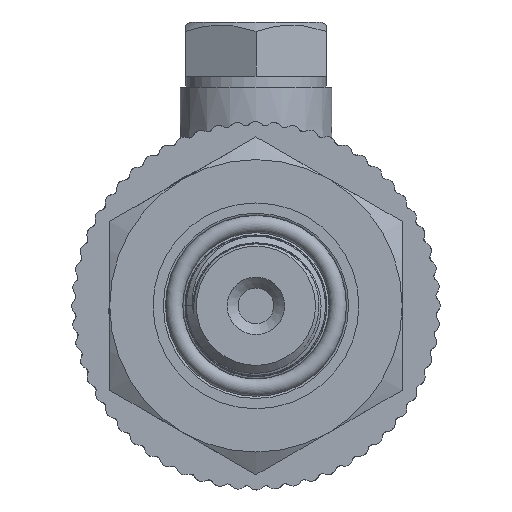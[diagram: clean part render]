
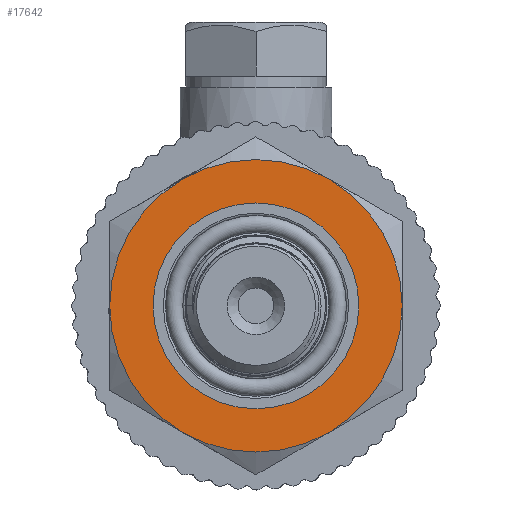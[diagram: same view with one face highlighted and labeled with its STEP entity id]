
A CAD part, left-side view. The second image highlights one B-rep face of the part: STEP entity #17642.
In plain terms, the highlighted face is planar.
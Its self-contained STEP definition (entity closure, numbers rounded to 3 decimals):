
#222=FACE_BOUND('',#2900,.T.);
#854=PLANE('',#18825);
#1859=FACE_OUTER_BOUND('',#2899,.T.);
#2899=EDGE_LOOP('',(#16324));
#2900=EDGE_LOOP('',(#16325));
#3445=CIRCLE('',#18786,13.5);
#3469=CIRCLE('',#18826,9.5);
#8182=VERTEX_POINT('',#57244);
#8201=VERTEX_POINT('',#57310);
#10879=EDGE_CURVE('',#8182,#8182,#3445,.T.);
#10910=EDGE_CURVE('',#8201,#8201,#3469,.T.);
#16324=ORIENTED_EDGE('',*,*,#10879,.T.);
#16325=ORIENTED_EDGE('',*,*,#10910,.F.);
#17642=ADVANCED_FACE('',(#1859,#222),#854,.T.);
#18786=AXIS2_PLACEMENT_3D('',#57245,#21826,#21827);
#18825=AXIS2_PLACEMENT_3D('',#57309,#21911,#21912);
#18826=AXIS2_PLACEMENT_3D('',#57311,#21913,#21914);
#21826=DIRECTION('center_axis',(1.,0.,0.));
#21827=DIRECTION('ref_axis',(0.,0.,-1.));
#21911=DIRECTION('center_axis',(1.,0.,0.));
#21912=DIRECTION('ref_axis',(0.,0.,-1.));
#21913=DIRECTION('center_axis',(1.,0.,0.));
#21914=DIRECTION('ref_axis',(0.,0.,-1.));
#57244=CARTESIAN_POINT('',(-14.,-13.5,0.));
#57245=CARTESIAN_POINT('Origin',(-14.,0.,0.));
#57309=CARTESIAN_POINT('Origin',(-14.,9.5,0.));
#57310=CARTESIAN_POINT('',(-14.,-9.5,0.));
#57311=CARTESIAN_POINT('Origin',(-14.,0.,0.));
